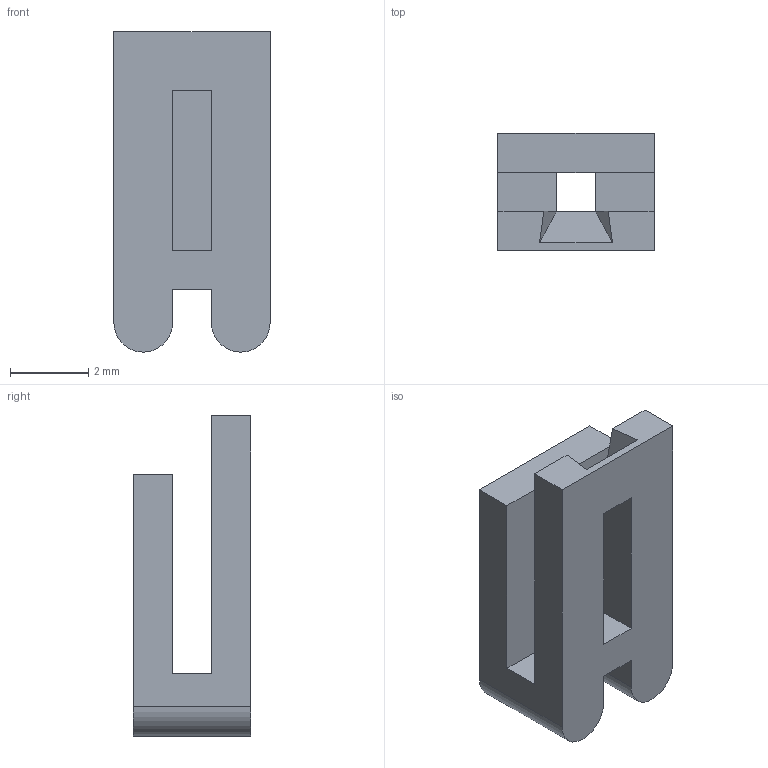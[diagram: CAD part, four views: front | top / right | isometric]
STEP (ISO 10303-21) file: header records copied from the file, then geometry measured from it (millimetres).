
FILE_DESCRIPTION(('STEP AP214'),'1');
FILE_NAME(' ',' ',('TraceParts'),('TraceParts S.A.'),'XStep 1.0',' ',' ');
FILE_SCHEMA(('automotive_design'));
Length unit declared in the file: millimetre
Products named in the file (1): C-926498-1
Bounding box: 4 x 3 x 8.2 mm (x, y, z)
Volume: 54.8 mm3; surface area: 165.2 mm2
Topology: 1 solids, 1 shells, 23 faces, 65 edges, 42 vertices
Faces by surface type: plane 21, cylinder 2
Entity records: 754 total; most frequent: CARTESIAN_POINT 131, ORIENTED_EDGE 130, DIRECTION 117, EDGE_CURVE 65, LINE 61, VECTOR 61, VERTEX_POINT 42, AXIS2_PLACEMENT_3D 28
